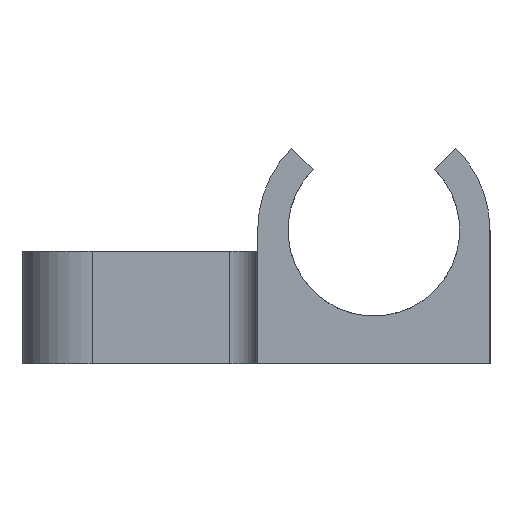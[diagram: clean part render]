
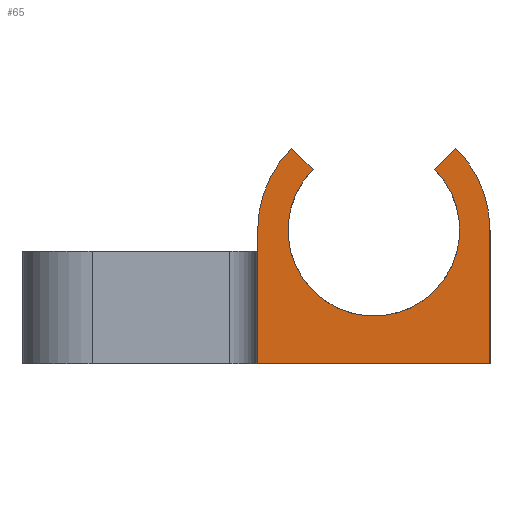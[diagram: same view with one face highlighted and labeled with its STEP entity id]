
A CAD part, left-side view. The second image highlights one B-rep face of the part: STEP entity #65.
In plain terms, the highlighted planar face has unit normal (-1, 0, 0).
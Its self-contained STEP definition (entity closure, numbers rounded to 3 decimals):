
#11 = EDGE_LOOP ( 'NONE', ( #63, #72, #66, #59, #49, #60, #262, #144 ) ) ;
#32 = EDGE_CURVE ( 'NONE', #2161, #135, #825, .T. ) ;
#49 = ORIENTED_EDGE ( 'NONE', *, *, #2207, .T. ) ;
#59 = ORIENTED_EDGE ( 'NONE', *, *, #2162, .T. ) ;
#60 = ORIENTED_EDGE ( 'NONE', *, *, #286, .T. ) ;
#63 = ORIENTED_EDGE ( 'NONE', *, *, #2212, .F. ) ;
#65 = ADVANCED_FACE ( 'NONE', ( #870 ), #884, .T. ) ;
#66 = ORIENTED_EDGE ( 'NONE', *, *, #32, .F. ) ;
#72 = ORIENTED_EDGE ( 'NONE', *, *, #136, .F. ) ;
#135 = VERTEX_POINT ( 'NONE', #1019 ) ;
#136 = EDGE_CURVE ( 'NONE', #135, #204, #1008, .T. ) ;
#144 = ORIENTED_EDGE ( 'NONE', *, *, #297, .T. ) ;
#177 = VERTEX_POINT ( 'NONE', #1076 ) ;
#183 = EDGE_CURVE ( 'NONE', #185, #177, #1064, .T. ) ;
#185 = VERTEX_POINT ( 'NONE', #1054 ) ;
#204 = VERTEX_POINT ( 'NONE', #1083 ) ;
#207 = VERTEX_POINT ( 'NONE', #1145 ) ;
#262 = ORIENTED_EDGE ( 'NONE', *, *, #183, .T. ) ;
#286 = EDGE_CURVE ( 'NONE', #207, #185, #1255, .T. ) ;
#297 = EDGE_CURVE ( 'NONE', #177, #310, #1291, .T. ) ;
#310 = VERTEX_POINT ( 'NONE', #1315 ) ;
#807 = DIRECTION ( 'NONE',  ( 0., -0.707, -0.707 ) ) ;
#808 = VECTOR ( 'NONE', #807, 1000. ) ;
#824 = CARTESIAN_POINT ( 'NONE',  ( -88.3, 13.482, 13.482 ) ) ;
#825 = LINE ( 'NONE', #824, #808 ) ;
#869 = CARTESIAN_POINT ( 'NONE',  ( -88.3, 0., 0. ) ) ;
#870 = FACE_OUTER_BOUND ( 'NONE', #11, .T. ) ;
#876 = AXIS2_PLACEMENT_3D ( 'NONE', #869, #930, #929 ) ;
#884 = PLANE ( 'NONE',  #876 ) ;
#929 = DIRECTION ( 'NONE',  ( 0., 0., 1. ) ) ;
#930 = DIRECTION ( 'NONE',  ( -1., 0., 0. ) ) ;
#1003 = DIRECTION ( 'NONE',  ( 0., 0., 1. ) ) ;
#1004 = DIRECTION ( 'NONE',  ( -1., 0., 0. ) ) ;
#1005 = AXIS2_PLACEMENT_3D ( 'NONE', #1011, #1004, #1003 ) ;
#1008 = CIRCLE ( 'NONE', #1005, 6.1 ) ;
#1011 = CARTESIAN_POINT ( 'NONE',  ( -88.3, 0., 0. ) ) ;
#1019 = CARTESIAN_POINT ( 'NONE',  ( -88.3, 4.313, 4.313 ) ) ;
#1054 = CARTESIAN_POINT ( 'NONE',  ( -88.3, -8.25, -9.5 ) ) ;
#1060 = DIRECTION ( 'NONE',  ( 0., 0., 1. ) ) ;
#1062 = VECTOR ( 'NONE', #1060, 1000. ) ;
#1063 = CARTESIAN_POINT ( 'NONE',  ( -88.3, -8.25, 0. ) ) ;
#1064 = LINE ( 'NONE', #1063, #1062 ) ;
#1076 = CARTESIAN_POINT ( 'NONE',  ( -88.3, -8.25, 0. ) ) ;
#1083 = CARTESIAN_POINT ( 'NONE',  ( -88.3, -4.313, 4.313 ) ) ;
#1145 = CARTESIAN_POINT ( 'NONE',  ( -88.3, 8.25, -9.5 ) ) ;
#1244 = DIRECTION ( 'NONE',  ( 0., -1., 0. ) ) ;
#1245 = VECTOR ( 'NONE', #1244, 1000. ) ;
#1246 = CARTESIAN_POINT ( 'NONE',  ( -88.3, 8.25, -9.5 ) ) ;
#1255 = LINE ( 'NONE', #1246, #1245 ) ;
#1281 = DIRECTION ( 'NONE',  ( 0., 0., 1. ) ) ;
#1282 = DIRECTION ( 'NONE',  ( -1., 0., 0. ) ) ;
#1287 = AXIS2_PLACEMENT_3D ( 'NONE', #1294, #1282, #1281 ) ;
#1291 = CIRCLE ( 'NONE', #1287, 8.25 ) ;
#1294 = CARTESIAN_POINT ( 'NONE',  ( -88.3, 0., 0. ) ) ;
#1315 = CARTESIAN_POINT ( 'NONE',  ( -88.3, -5.834, 5.834 ) ) ;
#1978 = CARTESIAN_POINT ( 'NONE',  ( -88.3, 5.834, 5.834 ) ) ;
#2011 = CARTESIAN_POINT ( 'NONE',  ( -88.3, 8.25, 0. ) ) ;
#2015 = DIRECTION ( 'NONE',  ( 0., 0., 1. ) ) ;
#2016 = DIRECTION ( 'NONE',  ( -1., 0., 0. ) ) ;
#2017 = CARTESIAN_POINT ( 'NONE',  ( -88.3, 0., 0. ) ) ;
#2018 = AXIS2_PLACEMENT_3D ( 'NONE', #2017, #2016, #2015 ) ;
#2019 = CIRCLE ( 'NONE', #2018, 8.25 ) ;
#2102 = DIRECTION ( 'NONE',  ( 0., -0.707, 0.707 ) ) ;
#2103 = VECTOR ( 'NONE', #2102, 1000. ) ;
#2104 = CARTESIAN_POINT ( 'NONE',  ( -88.3, -4.313, 4.313 ) ) ;
#2110 = LINE ( 'NONE', #2104, #2103 ) ;
#2117 = DIRECTION ( 'NONE',  ( 0., 0., -1. ) ) ;
#2118 = VECTOR ( 'NONE', #2117, 1000. ) ;
#2119 = CARTESIAN_POINT ( 'NONE',  ( -88.3, 8.25, 0. ) ) ;
#2120 = LINE ( 'NONE', #2119, #2118 ) ;
#2161 = VERTEX_POINT ( 'NONE', #1978 ) ;
#2162 = EDGE_CURVE ( 'NONE', #2161, #2174, #2019, .T. ) ;
#2174 = VERTEX_POINT ( 'NONE', #2011 ) ;
#2207 = EDGE_CURVE ( 'NONE', #2174, #207, #2120, .T. ) ;
#2212 = EDGE_CURVE ( 'NONE', #204, #310, #2110, .T. ) ;
